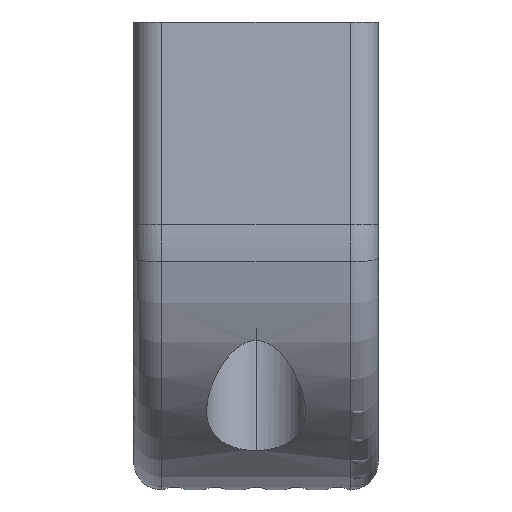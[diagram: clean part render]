
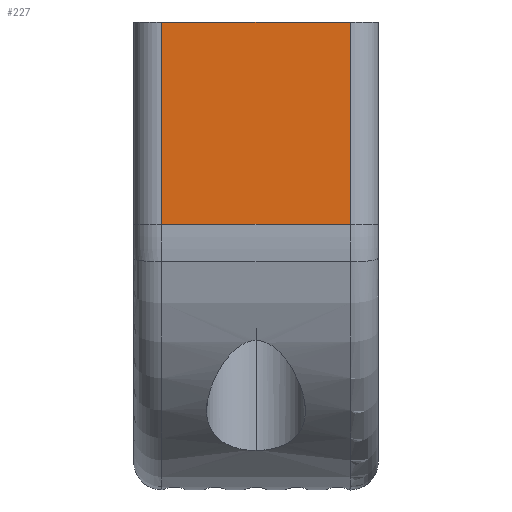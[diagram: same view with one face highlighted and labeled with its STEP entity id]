
A CAD part, left-side view. The second image highlights one B-rep face of the part: STEP entity #227.
In plain terms, the highlighted planar face has unit normal (-1, 0, 0).
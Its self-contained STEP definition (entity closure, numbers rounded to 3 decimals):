
#227=ADVANCED_FACE('',(#467),#468,.T.);
#467=FACE_OUTER_BOUND('',#715,.T.);
#468=PLANE('',#716);
#715=EDGE_LOOP('',(#1333,#1334,#1335,#1336));
#716=AXIS2_PLACEMENT_3D('',#1337,#1338,#1339);
#1333=ORIENTED_EDGE('',*,*,#1718,.T.);
#1334=ORIENTED_EDGE('',*,*,#1704,.T.);
#1335=ORIENTED_EDGE('',*,*,#1664,.T.);
#1336=ORIENTED_EDGE('',*,*,#1719,.F.);
#1337=CARTESIAN_POINT('',(-8.,-13.,0.0));
#1338=DIRECTION('',(-1.0,0.0,0.0));
#1339=DIRECTION('',(0.0,1.0,0.0));
#1664=EDGE_CURVE('',#1957,#2037,#2038,.T.);
#1704=EDGE_CURVE('',#2093,#1957,#2094,.T.);
#1718=EDGE_CURVE('',#2112,#2093,#2113,.T.);
#1719=EDGE_CURVE('',#2112,#2037,#2114,.T.);
#1957=VERTEX_POINT('',#2873);
#2037=VERTEX_POINT('',#3014);
#2038=LINE('',#3015,#3016);
#2093=VERTEX_POINT('',#3085);
#2094=LINE('',#3086,#3087);
#2112=VERTEX_POINT('',#3111);
#2113=LINE('',#3112,#3113);
#2114=LINE('',#3114,#3115);
#2873=CARTESIAN_POINT('',(-8.,10.,-21.5));
#3014=CARTESIAN_POINT('',(-8.,-10.,-21.5));
#3015=CARTESIAN_POINT('',(-8.,10.,-21.5));
#3016=VECTOR('',#3637,20.);
#3085=CARTESIAN_POINT('',(-8.,10.,0.0));
#3086=CARTESIAN_POINT('',(-8.,10.,0.0));
#3087=VECTOR('',#3691,21.5);
#3111=CARTESIAN_POINT('',(-8.,-10.,0.0));
#3112=CARTESIAN_POINT('',(-8.,-10.,0.0));
#3113=VECTOR('',#3707,20.);
#3114=CARTESIAN_POINT('',(-8.,-10.,0.0));
#3115=VECTOR('',#3708,21.5);
#3637=DIRECTION('',(0.,-1.0,0.));
#3691=DIRECTION('',(0.0,0.0,-1.0));
#3707=DIRECTION('',(0.0,1.0,0.0));
#3708=DIRECTION('',(0.,0.0,-1.0));
